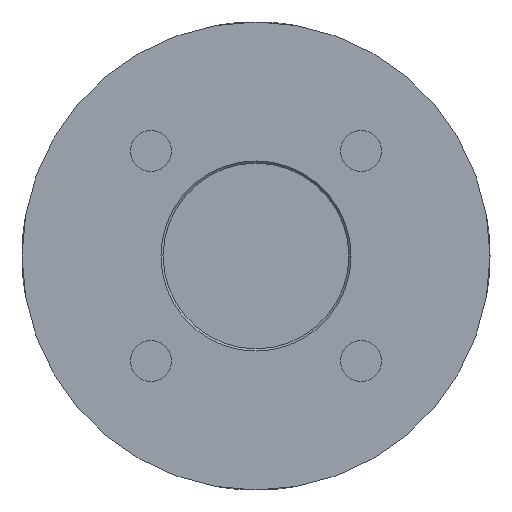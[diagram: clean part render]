
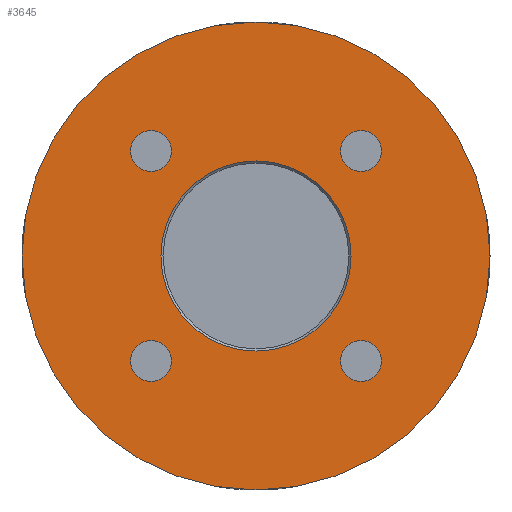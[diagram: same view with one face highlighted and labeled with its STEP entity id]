
A CAD part, left-side view. The second image highlights one B-rep face of the part: STEP entity #3645.
In plain terms, the highlighted planar face has unit normal (-1, 0, 0).
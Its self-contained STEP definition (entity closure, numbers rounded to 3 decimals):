
#200=CARTESIAN_POINT('',(0.,0.,0.));
#201=DIRECTION('',(1.,0.,0.));
#202=DIRECTION('',(0.,0.,-1.));
#203=AXIS2_PLACEMENT_3D('',#200,#201,#202);
#209=CARTESIAN_POINT('',(0.,0.,0.));
#210=DIRECTION('',(1.,0.,0.));
#211=DIRECTION('',(0.,0.,1.));
#212=AXIS2_PLACEMENT_3D('',#209,#210,#211);
#217=CARTESIAN_POINT('',(0.,14.142,14.142));
#218=DIRECTION('',(1.,0.,0.));
#219=DIRECTION('',(0.,1.,0.));
#220=AXIS2_PLACEMENT_3D('',#217,#218,#219);
#225=CARTESIAN_POINT('',(0.,14.142,14.142));
#226=DIRECTION('',(1.,0.,0.));
#227=DIRECTION('',(0.,-1.,0.));
#228=AXIS2_PLACEMENT_3D('',#225,#226,#227);
#233=CARTESIAN_POINT('',(0.,-14.142,14.142));
#234=DIRECTION('',(1.,0.,0.));
#235=DIRECTION('',(0.,1.,0.));
#236=AXIS2_PLACEMENT_3D('',#233,#234,#235);
#241=CARTESIAN_POINT('',(0.,-14.142,14.142));
#242=DIRECTION('',(1.,0.,0.));
#243=DIRECTION('',(0.,-1.,0.));
#244=AXIS2_PLACEMENT_3D('',#241,#242,#243);
#249=CARTESIAN_POINT('',(0.,-14.142,-14.142));
#250=DIRECTION('',(1.,0.,0.));
#251=DIRECTION('',(0.,1.,0.));
#252=AXIS2_PLACEMENT_3D('',#249,#250,#251);
#257=CARTESIAN_POINT('',(0.,-14.142,-14.142));
#258=DIRECTION('',(1.,0.,0.));
#259=DIRECTION('',(0.,-1.,0.));
#260=AXIS2_PLACEMENT_3D('',#257,#258,#259);
#265=CARTESIAN_POINT('',(0.,14.142,-14.142));
#266=DIRECTION('',(1.,0.,0.));
#267=DIRECTION('',(0.,1.,0.));
#268=AXIS2_PLACEMENT_3D('',#265,#266,#267);
#273=CARTESIAN_POINT('',(0.,14.142,-14.142));
#274=DIRECTION('',(1.,0.,0.));
#275=DIRECTION('',(0.,-1.,0.));
#276=AXIS2_PLACEMENT_3D('',#273,#274,#275);
#2949=CARTESIAN_POINT('',(0.,0.,0.));
#2950=DIRECTION('',(1.,0.,0.));
#2951=DIRECTION('',(0.,1.,0.));
#2952=AXIS2_PLACEMENT_3D('',#2949,#2950,#2951);
#2965=CARTESIAN_POINT('',(0.,0.,0.));
#2966=DIRECTION('',(1.,0.,0.));
#2967=DIRECTION('',(0.,-1.,0.));
#2968=AXIS2_PLACEMENT_3D('',#2965,#2966,#2967);
#3145=CARTESIAN_POINT('',(0.,0.,-31.5));
#3146=CARTESIAN_POINT('',(0.,0.,31.5));
#3147=VERTEX_POINT('',#3145);
#3148=VERTEX_POINT('',#3146);
#3213=CARTESIAN_POINT('',(0.,12.8,0.));
#3214=CARTESIAN_POINT('',(0.,-12.8,0.));
#3215=VERTEX_POINT('',#3213);
#3216=VERTEX_POINT('',#3214);
#3233=CARTESIAN_POINT('',(0.,16.892,14.142));
#3234=CARTESIAN_POINT('',(0.,11.392,14.142));
#3235=VERTEX_POINT('',#3233);
#3236=VERTEX_POINT('',#3234);
#3241=CARTESIAN_POINT('',(0.,-11.392,14.142));
#3242=CARTESIAN_POINT('',(0.,-16.892,14.142));
#3243=VERTEX_POINT('',#3241);
#3244=VERTEX_POINT('',#3242);
#3249=CARTESIAN_POINT('',(0.,-11.392,-14.142));
#3250=CARTESIAN_POINT('',(0.,-16.892,-14.142));
#3251=VERTEX_POINT('',#3249);
#3252=VERTEX_POINT('',#3250);
#3257=CARTESIAN_POINT('',(0.,16.892,-14.142));
#3258=CARTESIAN_POINT('',(0.,11.392,-14.142));
#3259=VERTEX_POINT('',#3257);
#3260=VERTEX_POINT('',#3258);
#3604=CARTESIAN_POINT('',(0.,0.,0.));
#3605=DIRECTION('',(1.,0.,0.));
#3606=DIRECTION('',(0.,0.,-1.));
#3607=AXIS2_PLACEMENT_3D('',#3604,#3605,#3606);
#3608=PLANE('',#3607);
#3610=ORIENTED_EDGE('',*,*,#3609,.T.);
#3612=ORIENTED_EDGE('',*,*,#3611,.T.);
#3613=EDGE_LOOP('',(#3610,#3612));
#3614=FACE_OUTER_BOUND('',#3613,.F.);
#3616=ORIENTED_EDGE('',*,*,#3615,.F.);
#3618=ORIENTED_EDGE('',*,*,#3617,.F.);
#3619=EDGE_LOOP('',(#3616,#3618));
#3620=FACE_BOUND('',#3619,.F.);
#3622=ORIENTED_EDGE('',*,*,#3621,.F.);
#3624=ORIENTED_EDGE('',*,*,#3623,.F.);
#3625=EDGE_LOOP('',(#3622,#3624));
#3626=FACE_BOUND('',#3625,.F.);
#3628=ORIENTED_EDGE('',*,*,#3627,.F.);
#3630=ORIENTED_EDGE('',*,*,#3629,.F.);
#3631=EDGE_LOOP('',(#3628,#3630));
#3632=FACE_BOUND('',#3631,.F.);
#3634=ORIENTED_EDGE('',*,*,#3633,.F.);
#3636=ORIENTED_EDGE('',*,*,#3635,.F.);
#3637=EDGE_LOOP('',(#3634,#3636));
#3638=FACE_BOUND('',#3637,.F.);
#3640=ORIENTED_EDGE('',*,*,#3639,.F.);
#3642=ORIENTED_EDGE('',*,*,#3641,.F.);
#3643=EDGE_LOOP('',(#3640,#3642));
#3644=FACE_BOUND('',#3643,.F.);
#3645=ADVANCED_FACE('',(#3614,#3620,#3626,#3632,#3638,#3644),#3608,.F.);
#204=CIRCLE('',#203,31.5);
#213=CIRCLE('',#212,31.5);
#221=CIRCLE('',#220,2.75);
#229=CIRCLE('',#228,2.75);
#237=CIRCLE('',#236,2.75);
#245=CIRCLE('',#244,2.75);
#253=CIRCLE('',#252,2.75);
#261=CIRCLE('',#260,2.75);
#269=CIRCLE('',#268,2.75);
#277=CIRCLE('',#276,2.75);
#2953=CIRCLE('',#2952,12.8);
#2969=CIRCLE('',#2968,12.8);
#3609=EDGE_CURVE('',#3147,#3148,#204,.T.);
#3611=EDGE_CURVE('',#3148,#3147,#213,.T.);
#3615=EDGE_CURVE('',#3215,#3216,#2953,.T.);
#3617=EDGE_CURVE('',#3216,#3215,#2969,.T.);
#3621=EDGE_CURVE('',#3235,#3236,#221,.T.);
#3623=EDGE_CURVE('',#3236,#3235,#229,.T.);
#3627=EDGE_CURVE('',#3243,#3244,#237,.T.);
#3629=EDGE_CURVE('',#3244,#3243,#245,.T.);
#3633=EDGE_CURVE('',#3251,#3252,#253,.T.);
#3635=EDGE_CURVE('',#3252,#3251,#261,.T.);
#3639=EDGE_CURVE('',#3259,#3260,#269,.T.);
#3641=EDGE_CURVE('',#3260,#3259,#277,.T.);
